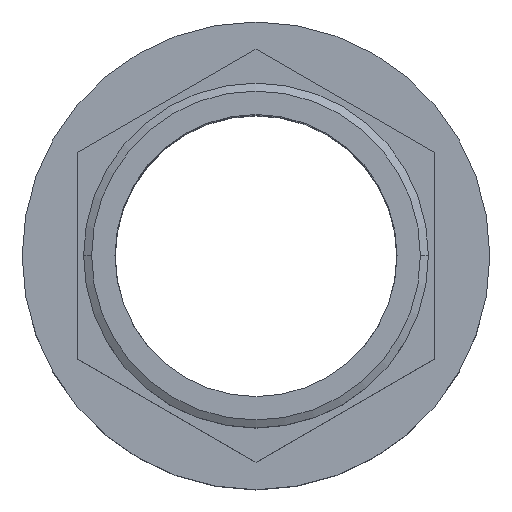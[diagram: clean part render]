
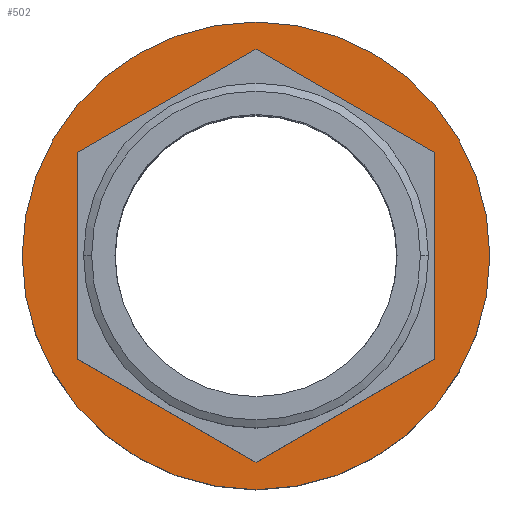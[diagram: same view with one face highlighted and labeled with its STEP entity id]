
A CAD part, top view. The second image highlights one B-rep face of the part: STEP entity #502.
In plain terms, the highlighted planar face has unit normal (0, 0, 1).
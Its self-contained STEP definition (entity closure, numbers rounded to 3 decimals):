
#1 = VECTOR ( 'NONE', #1062, 1000. ) ;
#10 = ORIENTED_EDGE ( 'NONE', *, *, #592, .T. ) ;
#32 = DIRECTION ( 'NONE',  ( 0., -1., 0. ) ) ;
#52 = CARTESIAN_POINT ( 'NONE',  ( 0., -45.033, -39. ) ) ;
#67 = AXIS2_PLACEMENT_3D ( 'NONE', #102, #454, #801 ) ;
#68 = CARTESIAN_POINT ( 'NONE',  ( 0., 45.033, -39. ) ) ;
#84 = CARTESIAN_POINT ( 'NONE',  ( 0., 0., -39. ) ) ;
#92 = VERTEX_POINT ( 'NONE', #722 ) ;
#102 = CARTESIAN_POINT ( 'NONE',  ( 0., 90., -39. ) ) ;
#123 = CARTESIAN_POINT ( 'NONE',  ( 0., 0., -39. ) ) ;
#128 = CIRCLE ( 'NONE', #770, 51. ) ;
#165 = LINE ( 'NONE', #517, #325 ) ;
#191 = FACE_BOUND ( 'NONE', #812, .T. ) ;
#200 = AXIS2_PLACEMENT_3D ( 'NONE', #84, #438, #784 ) ;
#204 = EDGE_CURVE ( 'NONE', #206, #847, #395, .T. ) ;
#206 = VERTEX_POINT ( 'NONE', #307 ) ;
#225 = DIRECTION ( 'NONE',  ( -0.866, -0.5, 0. ) ) ;
#252 = ORIENTED_EDGE ( 'NONE', *, *, #370, .T. ) ;
#257 = CIRCLE ( 'NONE', #200, 51. ) ;
#268 = CARTESIAN_POINT ( 'NONE',  ( 39., 22.517, -39. ) ) ;
#307 = CARTESIAN_POINT ( 'NONE',  ( -39., 22.517, -39. ) ) ;
#315 = LINE ( 'NONE', #669, #807 ) ;
#325 = VECTOR ( 'NONE', #864, 1000. ) ;
#369 = VERTEX_POINT ( 'NONE', #950 ) ;
#370 = EDGE_CURVE ( 'NONE', #847, #428, #165, .T. ) ;
#372 = VECTOR ( 'NONE', #225, 1000. ) ;
#373 = LINE ( 'NONE', #721, #1 ) ;
#376 = CARTESIAN_POINT ( 'NONE',  ( 39., -22.517, -39. ) ) ;
#395 = LINE ( 'NONE', #744, #605 ) ;
#417 = EDGE_CURVE ( 'NONE', #369, #520, #257, .T. ) ;
#428 = VERTEX_POINT ( 'NONE', #268 ) ;
#438 = DIRECTION ( 'NONE',  ( 0., 0., 1. ) ) ;
#439 = ORIENTED_EDGE ( 'NONE', *, *, #1066, .T. ) ;
#454 = DIRECTION ( 'NONE',  ( 0., 0., 1. ) ) ;
#471 = LINE ( 'NONE', #813, #651 ) ;
#480 = DIRECTION ( 'NONE',  ( 0., 0., 1. ) ) ;
#484 = ORIENTED_EDGE ( 'NONE', *, *, #204, .T. ) ;
#502 = ADVANCED_FACE ( 'NONE', ( #191, #543 ), #889, .T. ) ;
#517 = CARTESIAN_POINT ( 'NONE',  ( 39., 22.517, -39. ) ) ;
#518 = EDGE_LOOP ( 'NONE', ( #649, #765 ) ) ;
#520 = VERTEX_POINT ( 'NONE', #978 ) ;
#543 = FACE_OUTER_BOUND ( 'NONE', #518, .T. ) ;
#545 = EDGE_CURVE ( 'NONE', #92, #206, #373, .T. ) ;
#592 = EDGE_CURVE ( 'NONE', #428, #952, #471, .T. ) ;
#605 = VECTOR ( 'NONE', #1081, 1000. ) ;
#606 = ORIENTED_EDGE ( 'NONE', *, *, #545, .T. ) ;
#649 = ORIENTED_EDGE ( 'NONE', *, *, #992, .T. ) ;
#651 = VECTOR ( 'NONE', #32, 1000. ) ;
#663 = LINE ( 'NONE', #1006, #372 ) ;
#668 = ORIENTED_EDGE ( 'NONE', *, *, #1040, .T. ) ;
#669 = CARTESIAN_POINT ( 'NONE',  ( -39., -22.517, -39. ) ) ;
#721 = CARTESIAN_POINT ( 'NONE',  ( -39., 22.517, -39. ) ) ;
#722 = CARTESIAN_POINT ( 'NONE',  ( -39., -22.517, -39. ) ) ;
#732 = VERTEX_POINT ( 'NONE', #52 ) ;
#744 = CARTESIAN_POINT ( 'NONE',  ( 0., 45.033, -39. ) ) ;
#765 = ORIENTED_EDGE ( 'NONE', *, *, #417, .T. ) ;
#770 = AXIS2_PLACEMENT_3D ( 'NONE', #123, #480, #825 ) ;
#784 = DIRECTION ( 'NONE',  ( 1., 0., 0. ) ) ;
#801 = DIRECTION ( 'NONE',  ( 1., 0., 0. ) ) ;
#807 = VECTOR ( 'NONE', #1010, 1000. ) ;
#812 = EDGE_LOOP ( 'NONE', ( #668, #439, #606, #484, #252, #10 ) ) ;
#813 = CARTESIAN_POINT ( 'NONE',  ( 39., -22.517, -39. ) ) ;
#825 = DIRECTION ( 'NONE',  ( 1., 0., 0. ) ) ;
#847 = VERTEX_POINT ( 'NONE', #68 ) ;
#864 = DIRECTION ( 'NONE',  ( 0.866, -0.5, 0. ) ) ;
#889 = PLANE ( 'NONE',  #67 ) ;
#950 = CARTESIAN_POINT ( 'NONE',  ( -51., 0., -39. ) ) ;
#952 = VERTEX_POINT ( 'NONE', #376 ) ;
#978 = CARTESIAN_POINT ( 'NONE',  ( 51., 0., -39. ) ) ;
#992 = EDGE_CURVE ( 'NONE', #520, #369, #128, .T. ) ;
#1006 = CARTESIAN_POINT ( 'NONE',  ( 0., -45.033, -39. ) ) ;
#1010 = DIRECTION ( 'NONE',  ( -0.866, 0.5, 0. ) ) ;
#1040 = EDGE_CURVE ( 'NONE', #952, #732, #663, .T. ) ;
#1062 = DIRECTION ( 'NONE',  ( 0., 1., 0. ) ) ;
#1066 = EDGE_CURVE ( 'NONE', #732, #92, #315, .T. ) ;
#1081 = DIRECTION ( 'NONE',  ( 0.866, 0.5, 0. ) ) ;
